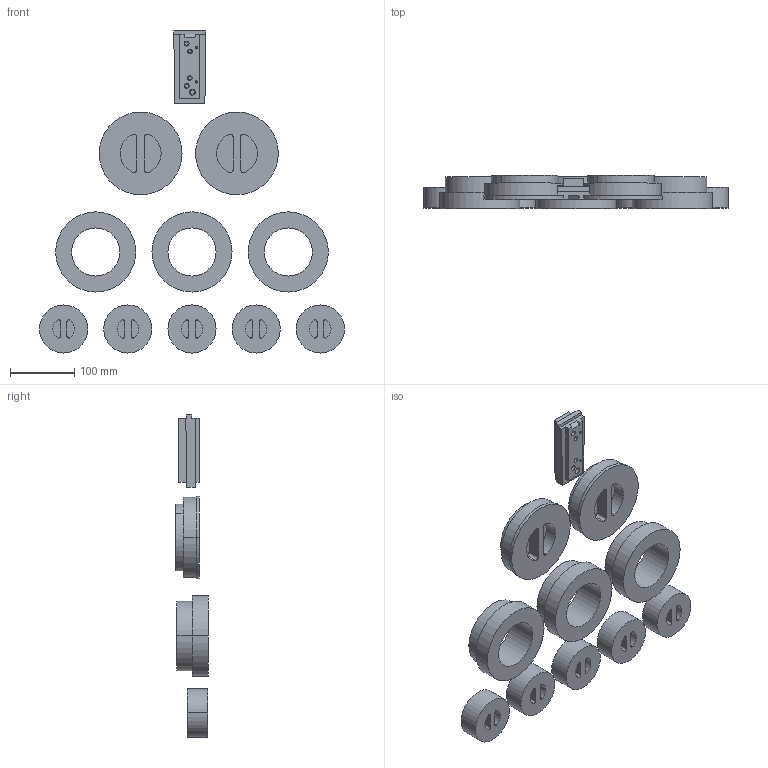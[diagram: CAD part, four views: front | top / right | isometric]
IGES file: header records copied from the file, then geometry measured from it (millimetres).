
Start section: Elysium IGES Interface
Global section: file name: 59H0058.0506_WS_120_Trio_S.igs; native system: PTC Creo Elements/Direct Modeling 19.0C  15-Aug-2015; preprocessor: Creo Element/Direct IGES_3D V2.2; author: Unknown; organization: Unknown; date: 20230418.091750; units: millimetre
Bounding box: 475 x 51.21 x 502 mm (x, y, z)
Volume: 2464225 mm3; surface area: 342443.1 mm2
Topology: 11 solids, 11 shells, 214 faces, 471 edges, 314 vertices
Faces by surface type: bspline 214
